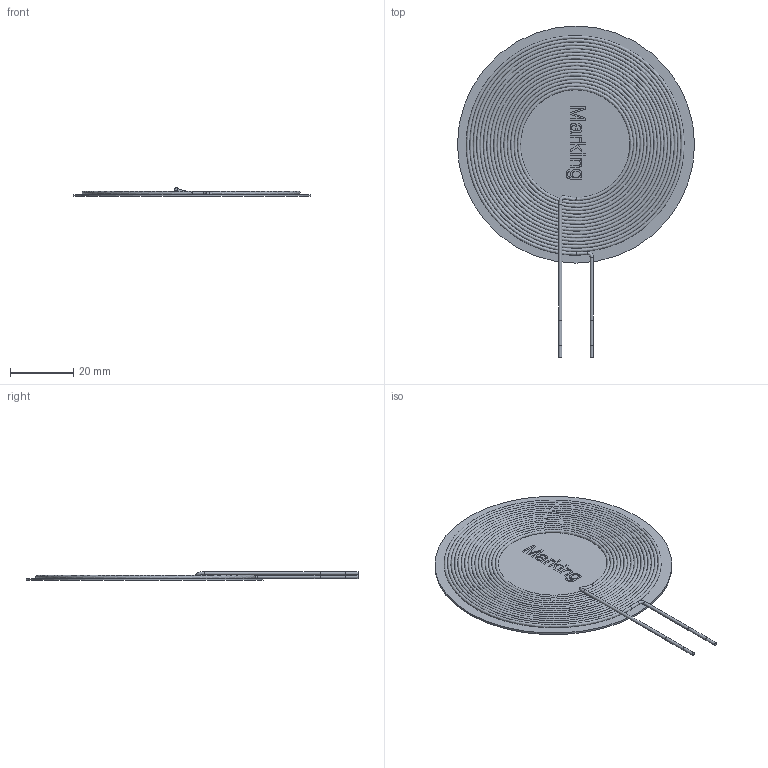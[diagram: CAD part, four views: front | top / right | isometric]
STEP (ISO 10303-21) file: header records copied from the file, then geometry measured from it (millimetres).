
FILE_DESCRIPTION(/* description */ ('Unknown'),/* implementation_level */ '2;1');
FILE_NAME(/* name */ '760308101310',/* time_stamp */ '2020-05-28T11:00:05+02:00',/* author */ ('Unknown'),/* organization */ ('Unknown'),/* preprocessor_version */ 'ST-DEVELOPER v16.7',/* originating_system */ 'DEX',/* authorisation */ $);
FILE_SCHEMA (('AUTOMOTIVE_DESIGN {1 0 10303 214 3 1 1}'));
Length unit declared in the file: millimetre
Products named in the file (3): 760308101310; shield; Wire
Assembly tree (2 placements, depth 2):
  760308101310
    shield
    Wire
Bounding box: 75 x 105 x 2.79 mm (x, y, z)
Volume: 4786.3 mm3; surface area: 17446 mm2
Topology: 2 solids, 2 shells, 91 faces, 219 edges, 146 vertices
Faces by surface type: plane 64, bspline 18, cylinder 7, torus 2
Full cylindrical faces by diameter (mm): 1 x4, 1.05 x2, 75 x1
Entity records: 10065 total; most frequent: CARTESIAN_POINT 8119, ORIENTED_EDGE 404, DIRECTION 247, EDGE_CURVE 202, VERTEX_POINT 141, B_SPLINE_CURVE_WITH_KNOTS 124, EDGE_LOOP 117, FACE_BOUND 117
